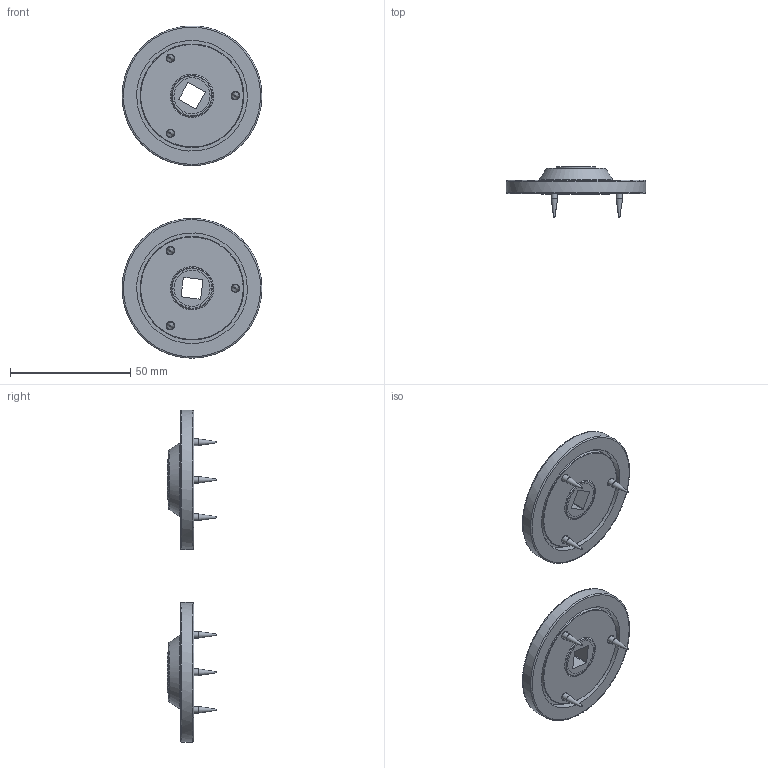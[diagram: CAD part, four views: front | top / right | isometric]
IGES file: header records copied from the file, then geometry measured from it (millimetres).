
Global section: file name: P8001-A; native system: Autodesk Inventor 2018; preprocessor: unknown; author: ashami; date: 20190708.081732; units: millimetre
Bounding box: 58 x 20.75 x 137.97 mm (x, y, z)
Volume: 31032.4 mm3; surface area: 23555.7 mm2
Topology: 12 solids, 12 shells, 206 faces, 546 edges, 380 vertices
Faces by surface type: bspline 206
